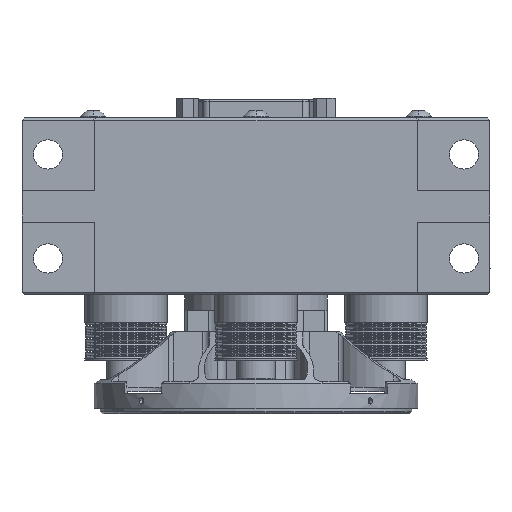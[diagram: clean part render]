
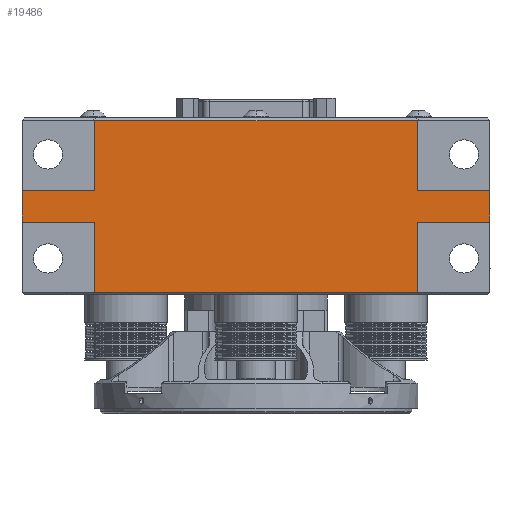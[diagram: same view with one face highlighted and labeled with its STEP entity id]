
A CAD part, front view. The second image highlights one B-rep face of the part: STEP entity #19486.
In plain terms, the highlighted planar face has unit normal (0, -1, 0).
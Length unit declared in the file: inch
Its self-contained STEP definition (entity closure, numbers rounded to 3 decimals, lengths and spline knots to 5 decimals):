
#1005 = LINE ( 'NONE', #3284, #1006 ) ;
#1006 = VECTOR ( 'NONE', #3285, 39.37008 ) ;
#1625 = PLANE ( 'NONE',  #20072 ) ;
#1626 = CARTESIAN_POINT ( 'NONE',  ( 1.55, -1.825, 1. ) ) ;
#1627 = DIRECTION ( 'NONE',  ( 0., 1., 0. ) ) ;
#1628 = DIRECTION ( 'NONE',  ( 0., 0., 1. ) ) ;
#3284 = CARTESIAN_POINT ( 'NONE',  ( -1.55, -1.825, 1. ) ) ;
#3285 = DIRECTION ( 'NONE',  ( 0., 0., -1. ) ) ;
#3523 = CARTESIAN_POINT ( 'NONE',  ( 1.55, -1.825, 1. ) ) ;
#3524 = DIRECTION ( 'NONE',  ( 0., 0., 1. ) ) ;
#3544 = CARTESIAN_POINT ( 'NONE',  ( 1.55, -1.825, 0.7 ) ) ;
#3545 = DIRECTION ( 'NONE',  ( 1., 0., 0. ) ) ;
#3576 = CARTESIAN_POINT ( 'NONE',  ( 1.55, -1.825, 0.025 ) ) ;
#3577 = DIRECTION ( 'NONE',  ( 1., 0., 0. ) ) ;
#3601 = CARTESIAN_POINT ( 'NONE',  ( -1.55, -1.825, 0.7 ) ) ;
#3602 = DIRECTION ( 'NONE',  ( 1., 0., 0. ) ) ;
#3603 = CARTESIAN_POINT ( 'NONE',  ( 2.25, -1.825, 1. ) ) ;
#3604 = DIRECTION ( 'NONE',  ( 0., 0., 1. ) ) ;
#3605 = CARTESIAN_POINT ( 'NONE',  ( 1.55, -1.825, 1. ) ) ;
#3606 = DIRECTION ( 'NONE',  ( -1., 0., 0. ) ) ;
#3607 = CARTESIAN_POINT ( 'NONE',  ( -2.25, -1.825, 1. ) ) ;
#3608 = DIRECTION ( 'NONE',  ( 0., 0., -1. ) ) ;
#3609 = CARTESIAN_POINT ( 'NONE',  ( -1.55, -1.825, 1.676 ) ) ;
#3610 = DIRECTION ( 'NONE',  ( -1., 0., 0. ) ) ;
#3611 = CARTESIAN_POINT ( 'NONE',  ( -1.55, -1.825, 1. ) ) ;
#3612 = DIRECTION ( 'NONE',  ( -1., 0., 0. ) ) ;
#5876 = LINE ( 'NONE', #17853, #5877 ) ;
#5877 = VECTOR ( 'NONE', #17855, 39.37008 ) ;
#5910 = LINE ( 'NONE', #17888, #5911 ) ;
#5911 = VECTOR ( 'NONE', #17889, 39.37008 ) ;
#9391 = ORIENTED_EDGE ( 'NONE', *, *, #26673, .T. ) ;
#9494 = ORIENTED_EDGE ( 'NONE', *, *, #26670, .T. ) ;
#9680 = ORIENTED_EDGE ( 'NONE', *, *, #16614, .T. ) ;
#9693 = ORIENTED_EDGE ( 'NONE', *, *, #26671, .T. ) ;
#9766 = ORIENTED_EDGE ( 'NONE', *, *, #26642, .T. ) ;
#9813 = ORIENTED_EDGE ( 'NONE', *, *, #26674, .T. ) ;
#9821 = ORIENTED_EDGE ( 'NONE', *, *, #16597, .T. ) ;
#9838 = ORIENTED_EDGE ( 'NONE', *, *, #26675, .T. ) ;
#9851 = ORIENTED_EDGE ( 'NONE', *, *, #26650, .T. ) ;
#10125 = ORIENTED_EDGE ( 'NONE', *, *, #26546, .T. ) ;
#10335 = ORIENTED_EDGE ( 'NONE', *, *, #26664, .T. ) ;
#11647 = LINE ( 'NONE', #3523, #11648 ) ;
#11648 = VECTOR ( 'NONE', #3524, 39.37008 ) ;
#11657 = LINE ( 'NONE', #3544, #11659 ) ;
#11659 = VECTOR ( 'NONE', #3545, 39.37008 ) ;
#11682 = LINE ( 'NONE', #3576, #11683 ) ;
#11683 = VECTOR ( 'NONE', #3577, 39.37008 ) ;
#11690 = LINE ( 'NONE', #3601, #11692 ) ;
#11692 = VECTOR ( 'NONE', #3602, 39.37008 ) ;
#11693 = LINE ( 'NONE', #3603, #11694 ) ;
#11694 = VECTOR ( 'NONE', #3604, 39.37008 ) ;
#11695 = LINE ( 'NONE', #3605, #11696 ) ;
#11696 = VECTOR ( 'NONE', #3606, 39.37008 ) ;
#11697 = LINE ( 'NONE', #3607, #11698 ) ;
#11698 = VECTOR ( 'NONE', #3608, 39.37008 ) ;
#11699 = LINE ( 'NONE', #3609, #11700 ) ;
#11700 = VECTOR ( 'NONE', #3610, 39.37008 ) ;
#11701 = LINE ( 'NONE', #3611, #11702 ) ;
#11702 = VECTOR ( 'NONE', #3612, 39.37008 ) ;
#13017 = VERTEX_POINT ( 'NONE', #28108 ) ;
#13031 = VERTEX_POINT ( 'NONE', #28322 ) ;
#13037 = VERTEX_POINT ( 'NONE', #28100 ) ;
#13038 = VERTEX_POINT ( 'NONE', #28525 ) ;
#13039 = VERTEX_POINT ( 'NONE', #28262 ) ;
#13044 = VERTEX_POINT ( 'NONE', #28251 ) ;
#13045 = VERTEX_POINT ( 'NONE', #28240 ) ;
#13046 = VERTEX_POINT ( 'NONE', #28411 ) ;
#13055 = VERTEX_POINT ( 'NONE', #28218 ) ;
#13056 = VERTEX_POINT ( 'NONE', #28413 ) ;
#13057 = VERTEX_POINT ( 'NONE', #28276 ) ;
#13090 = VERTEX_POINT ( 'NONE', #28657 ) ;
#15116 = ORIENTED_EDGE ( 'NONE', *, *, #26672, .T. ) ;
#16597 = EDGE_CURVE ( 'NONE', #13038, #13037, #5876, .T. ) ;
#16614 = EDGE_CURVE ( 'NONE', #13090, #13017, #5910, .T. ) ;
#17853 = CARTESIAN_POINT ( 'NONE',  ( -1.55, -1.825, 1. ) ) ;
#17855 = DIRECTION ( 'NONE',  ( 0., 0., -1. ) ) ;
#17888 = CARTESIAN_POINT ( 'NONE',  ( 1.55, -1.825, 1. ) ) ;
#17889 = DIRECTION ( 'NONE',  ( 0., 0., 1. ) ) ;
#19486 = ADVANCED_FACE ( 'NONE', ( #29373 ), #1625, .F. ) ;
#20072 = AXIS2_PLACEMENT_3D ( 'NONE', #1626, #1627, #1628 ) ;
#26546 = EDGE_CURVE ( 'NONE', #13039, #13045, #1005, .T. ) ;
#26642 = EDGE_CURVE ( 'NONE', #13031, #13046, #11647, .T. ) ;
#26650 = EDGE_CURVE ( 'NONE', #13017, #13055, #11657, .T. ) ;
#26664 = EDGE_CURVE ( 'NONE', #13045, #13090, #11682, .T. ) ;
#26670 = EDGE_CURVE ( 'NONE', #13056, #13039, #11690, .T. ) ;
#26671 = EDGE_CURVE ( 'NONE', #13055, #13057, #11693, .T. ) ;
#26672 = EDGE_CURVE ( 'NONE', #13057, #13031, #11695, .T. ) ;
#26673 = EDGE_CURVE ( 'NONE', #13044, #13056, #11697, .T. ) ;
#26674 = EDGE_CURVE ( 'NONE', #13046, #13038, #11699, .T. ) ;
#26675 = EDGE_CURVE ( 'NONE', #13037, #13044, #11701, .T. ) ;
#28100 = CARTESIAN_POINT ( 'NONE',  ( -1.55, -1.825, 1. ) ) ;
#28108 = CARTESIAN_POINT ( 'NONE',  ( 1.55, -1.825, 0.7 ) ) ;
#28218 = CARTESIAN_POINT ( 'NONE',  ( 2.25, -1.825, 0.7 ) ) ;
#28240 = CARTESIAN_POINT ( 'NONE',  ( -1.55, -1.825, 0.025 ) ) ;
#28251 = CARTESIAN_POINT ( 'NONE',  ( -2.25, -1.825, 1. ) ) ;
#28262 = CARTESIAN_POINT ( 'NONE',  ( -1.55, -1.825, 0.7 ) ) ;
#28276 = CARTESIAN_POINT ( 'NONE',  ( 2.25, -1.825, 1. ) ) ;
#28322 = CARTESIAN_POINT ( 'NONE',  ( 1.55, -1.825, 1. ) ) ;
#28411 = CARTESIAN_POINT ( 'NONE',  ( 1.55, -1.825, 1.676 ) ) ;
#28413 = CARTESIAN_POINT ( 'NONE',  ( -2.25, -1.825, 0.7 ) ) ;
#28525 = CARTESIAN_POINT ( 'NONE',  ( -1.55, -1.825, 1.676 ) ) ;
#28657 = CARTESIAN_POINT ( 'NONE',  ( 1.55, -1.825, 0.025 ) ) ;
#29373 = FACE_OUTER_BOUND ( 'NONE', #30495, .T. ) ;
#30495 = EDGE_LOOP ( 'NONE', ( #9766, #9813, #9821, #9838, #9391, #9494, #10125, #10335, #9680, #9851, #9693, #15116 ) ) ;
